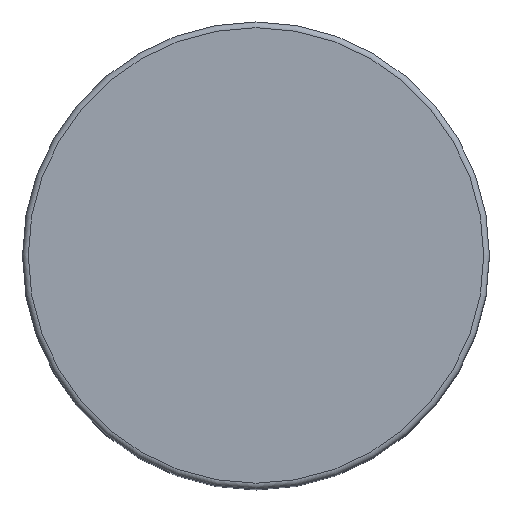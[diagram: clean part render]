
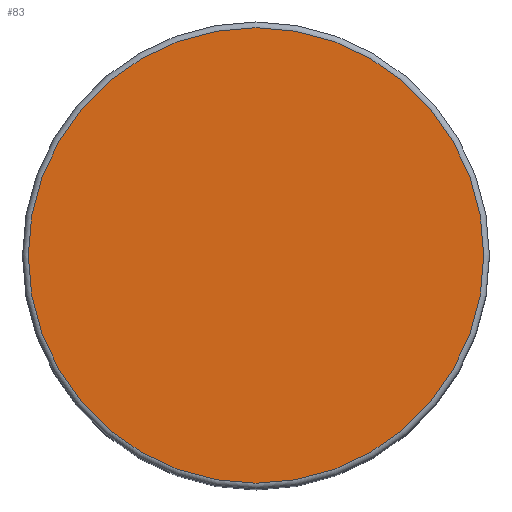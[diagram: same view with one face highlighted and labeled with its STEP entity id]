
A CAD part, top view. The second image highlights one B-rep face of the part: STEP entity #83.
In plain terms, the highlighted planar face has unit normal (0, 0, 1).
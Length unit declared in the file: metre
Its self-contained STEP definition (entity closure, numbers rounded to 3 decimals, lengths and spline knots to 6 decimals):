
#28=ORIENTED_EDGE('',*,*,#40,.T.);
#40=EDGE_CURVE('',#46,#46,#52,.F.);
#46=VERTEX_POINT('',#155);
#52=CIRCLE('',#108,0.0119);
#58=EDGE_LOOP('',(#28));
#70=FACE_BOUND('',#58,.T.);
#79=PLANE('',#107);
#83=ADVANCED_FACE('',(#70),#79,.F.);
#107=AXIS2_PLACEMENT_3D('',#153,#128,#129);
#108=AXIS2_PLACEMENT_3D('',#154,#130,#131);
#128=DIRECTION('',(0.,0.,-1.));
#129=DIRECTION('',(-1.,0.,0.));
#130=DIRECTION('',(0.,0.,-1.));
#131=DIRECTION('',(-1.,0.,0.));
#153=CARTESIAN_POINT('',(0.,0.,-0.01201));
#154=CARTESIAN_POINT('',(0.,0.,-0.01201));
#155=CARTESIAN_POINT('',(-0.0119,0.,-0.01201));
